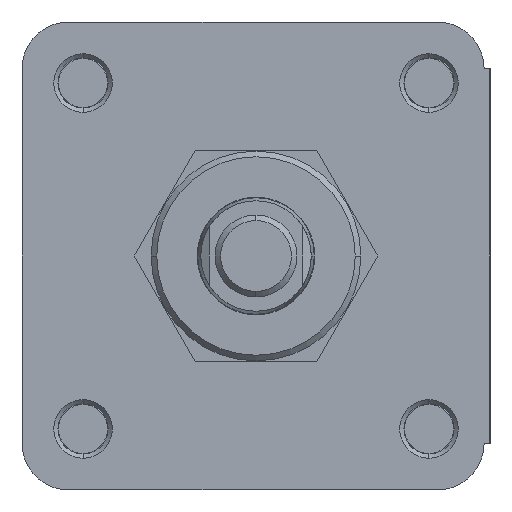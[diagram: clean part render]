
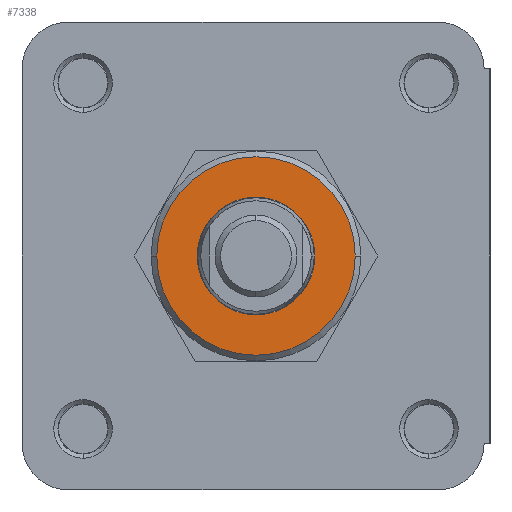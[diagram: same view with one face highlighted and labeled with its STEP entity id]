
A CAD part, left-side view. The second image highlights one B-rep face of the part: STEP entity #7338.
In plain terms, the highlighted planar face has unit normal (-1, 0, 0).
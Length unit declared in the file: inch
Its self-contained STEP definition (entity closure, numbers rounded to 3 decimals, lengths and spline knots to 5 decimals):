
#263 = DIRECTION ( 'NONE',  ( 1., 0., 0. ) ) ;
#1494 = VERTEX_POINT ( 'NONE', #4628 ) ;
#1655 = CARTESIAN_POINT ( 'NONE',  ( -0.615, 0., -0.314 ) ) ;
#2002 = PLANE ( 'NONE',  #5531 ) ;
#2042 = AXIS2_PLACEMENT_3D ( 'NONE', #11697, #4961, #12845 ) ;
#2162 = CARTESIAN_POINT ( 'NONE',  ( -0.615, 0., 0. ) ) ;
#2739 = EDGE_CURVE ( 'NONE', #5789, #1494, #7802, .T. ) ;
#3313 = DIRECTION ( 'NONE',  ( 0., 0., -1. ) ) ;
#3345 = CIRCLE ( 'NONE', #4331, 0.314 ) ;
#3751 = EDGE_CURVE ( 'NONE', #10448, #7911, #9509, .T. ) ;
#3974 = ORIENTED_EDGE ( 'NONE', *, *, #3751, .F. ) ;
#4100 = CARTESIAN_POINT ( 'NONE',  ( -0.615, 0., 0.314 ) ) ;
#4331 = AXIS2_PLACEMENT_3D ( 'NONE', #2162, #10094, #3313 ) ;
#4628 = CARTESIAN_POINT ( 'NONE',  ( -0.615, -0.53, 0. ) ) ;
#4881 = ORIENTED_EDGE ( 'NONE', *, *, #9631, .F. ) ;
#4961 = DIRECTION ( 'NONE',  ( -1., 0., 0. ) ) ;
#5134 = FACE_BOUND ( 'NONE', #11756, .T. ) ;
#5141 = CARTESIAN_POINT ( 'NONE',  ( -0.615, 0., 0. ) ) ;
#5512 = DIRECTION ( 'NONE',  ( 1., 0., 0. ) ) ;
#5531 = AXIS2_PLACEMENT_3D ( 'NONE', #12262, #5512, #13378 ) ;
#5789 = VERTEX_POINT ( 'NONE', #9932 ) ;
#5798 = ORIENTED_EDGE ( 'NONE', *, *, #7842, .F. ) ;
#6144 = ORIENTED_EDGE ( 'NONE', *, *, #2739, .F. ) ;
#6275 = DIRECTION ( 'NONE',  ( 0., 1., 0. ) ) ;
#7053 = CARTESIAN_POINT ( 'NONE',  ( -0.615, 0., 0. ) ) ;
#7338 = ADVANCED_FACE ( 'NONE', ( #5134, #11137 ), #2002, .F. ) ;
#7519 = EDGE_LOOP ( 'NONE', ( #6144, #5798 ) ) ;
#7802 = CIRCLE ( 'NONE', #8857, 0.53 ) ;
#7842 = EDGE_CURVE ( 'NONE', #1494, #5789, #8308, .T. ) ;
#7911 = VERTEX_POINT ( 'NONE', #4100 ) ;
#8198 = DIRECTION ( 'NONE',  ( 0., 1., 0. ) ) ;
#8308 = CIRCLE ( 'NONE', #12512, 0.53 ) ;
#8857 = AXIS2_PLACEMENT_3D ( 'NONE', #7053, #263, #8198 ) ;
#9509 = CIRCLE ( 'NONE', #2042, 0.314 ) ;
#9631 = EDGE_CURVE ( 'NONE', #7911, #10448, #3345, .T. ) ;
#9932 = CARTESIAN_POINT ( 'NONE',  ( -0.615, 0.53, 0. ) ) ;
#10094 = DIRECTION ( 'NONE',  ( -1., 0., 0. ) ) ;
#10448 = VERTEX_POINT ( 'NONE', #1655 ) ;
#11137 = FACE_OUTER_BOUND ( 'NONE', #7519, .T. ) ;
#11697 = CARTESIAN_POINT ( 'NONE',  ( -0.615, 0., 0. ) ) ;
#11756 = EDGE_LOOP ( 'NONE', ( #3974, #4881 ) ) ;
#12262 = CARTESIAN_POINT ( 'NONE',  ( -0.615, 0., 0. ) ) ;
#12512 = AXIS2_PLACEMENT_3D ( 'NONE', #5141, #13022, #6275 ) ;
#12845 = DIRECTION ( 'NONE',  ( 0., 0., -1. ) ) ;
#13022 = DIRECTION ( 'NONE',  ( 1., 0., 0. ) ) ;
#13378 = DIRECTION ( 'NONE',  ( 0., 0., -1. ) ) ;
